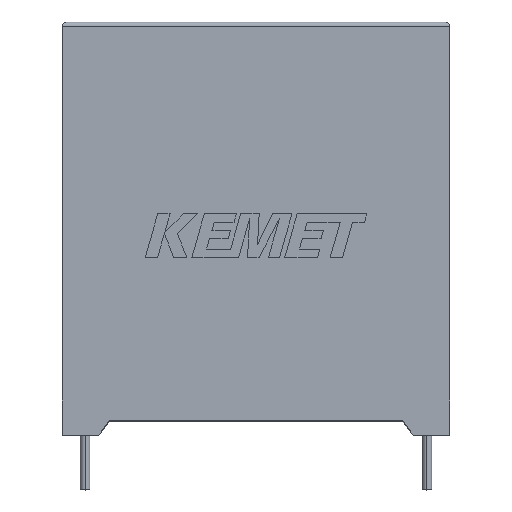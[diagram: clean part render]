
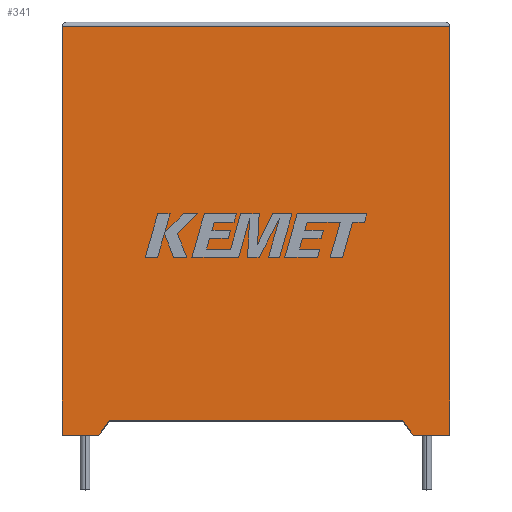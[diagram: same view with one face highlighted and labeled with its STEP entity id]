
A CAD part, top view. The second image highlights one B-rep face of the part: STEP entity #341.
In plain terms, the highlighted planar face has unit normal (0, 0, 1).
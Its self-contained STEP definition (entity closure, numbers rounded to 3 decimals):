
#85 = ORIENTED_EDGE ( 'NONE', *, *, #1051, .T. ) ;
#146 = LINE ( 'NONE', #2781, #2255 ) ;
#188 = CARTESIAN_POINT ( 'NONE',  ( 4., 0., 30.3 ) ) ;
#242 = DIRECTION ( 'NONE',  ( 0., -1., 0. ) ) ;
#280 = ORIENTED_EDGE ( 'NONE', *, *, #2615, .T. ) ;
#321 = ORIENTED_EDGE ( 'NONE', *, *, #1281, .F. ) ;
#341 = ADVANCED_FACE ( 'NONE', ( #1988 ), #1038, .F. ) ;
#385 = CARTESIAN_POINT ( 'NONE',  ( 0., 0., 30.3 ) ) ;
#581 = DIRECTION ( 'NONE',  ( 0.603, -0.798, 0. ) ) ;
#586 = LINE ( 'NONE', #2753, #1369 ) ;
#617 = DIRECTION ( 'NONE',  ( 1., 0., 0. ) ) ;
#691 = VERTEX_POINT ( 'NONE', #878 ) ;
#767 = CARTESIAN_POINT ( 'NONE',  ( 0., 0., 30.3 ) ) ;
#793 = DIRECTION ( 'NONE',  ( -0.603, -0.798, 0. ) ) ;
#878 = CARTESIAN_POINT ( 'NONE',  ( 0., 44.8, 30.3 ) ) ;
#1034 = LINE ( 'NONE', #2682, #1658 ) ;
#1038 = PLANE ( 'NONE',  #2103 ) ;
#1048 = LINE ( 'NONE', #2468, #2557 ) ;
#1051 = EDGE_CURVE ( 'NONE', #1692, #1152, #2312, .T. ) ;
#1086 = EDGE_CURVE ( 'NONE', #2665, #1692, #146, .T. ) ;
#1091 = ORIENTED_EDGE ( 'NONE', *, *, #1086, .T. ) ;
#1120 = DIRECTION ( 'NONE',  ( -1., 0., 0. ) ) ;
#1135 = DIRECTION ( 'NONE',  ( 0., 0., -1. ) ) ;
#1146 = EDGE_CURVE ( 'NONE', #2375, #691, #2593, .T. ) ;
#1150 = LINE ( 'NONE', #2596, #2166 ) ;
#1152 = VERTEX_POINT ( 'NONE', #1413 ) ;
#1186 = LINE ( 'NONE', #2389, #2802 ) ;
#1198 = DIRECTION ( 'NONE',  ( -1., 0., 0. ) ) ;
#1281 = EDGE_CURVE ( 'NONE', #1458, #1400, #1034, .T. ) ;
#1365 = CARTESIAN_POINT ( 'NONE',  ( 0., 0., 30.3 ) ) ;
#1369 = VECTOR ( 'NONE', #617, 1000. ) ;
#1400 = VERTEX_POINT ( 'NONE', #188 ) ;
#1413 = CARTESIAN_POINT ( 'NONE',  ( 42.5, 0., 30.3 ) ) ;
#1447 = CARTESIAN_POINT ( 'NONE',  ( 0., 44.8, 30.3 ) ) ;
#1455 = EDGE_LOOP ( 'NONE', ( #280, #2995, #1905, #1596, #321, #3055, #1091, #85 ) ) ;
#1458 = VERTEX_POINT ( 'NONE', #2123 ) ;
#1596 = ORIENTED_EDGE ( 'NONE', *, *, #1835, .T. ) ;
#1655 = VECTOR ( 'NONE', #2294, 1000. ) ;
#1658 = VECTOR ( 'NONE', #793, 1000. ) ;
#1692 = VERTEX_POINT ( 'NONE', #2495 ) ;
#1759 = EDGE_CURVE ( 'NONE', #691, #2207, #1186, .T. ) ;
#1835 = EDGE_CURVE ( 'NONE', #2207, #1400, #586, .T. ) ;
#1905 = ORIENTED_EDGE ( 'NONE', *, *, #1759, .T. ) ;
#1988 = FACE_OUTER_BOUND ( 'NONE', #1455, .T. ) ;
#1995 = VECTOR ( 'NONE', #1198, 1000. ) ;
#2090 = DIRECTION ( 'NONE',  ( -1., 0., 0. ) ) ;
#2103 = AXIS2_PLACEMENT_3D ( 'NONE', #767, #1135, #2090 ) ;
#2123 = CARTESIAN_POINT ( 'NONE',  ( 5.18, 1.562, 30.3 ) ) ;
#2166 = VECTOR ( 'NONE', #1120, 1000. ) ;
#2207 = VERTEX_POINT ( 'NONE', #1365 ) ;
#2228 = EDGE_CURVE ( 'NONE', #2665, #1458, #1150, .T. ) ;
#2255 = VECTOR ( 'NONE', #581, 1000. ) ;
#2294 = DIRECTION ( 'NONE',  ( 1., 0., 0. ) ) ;
#2312 = LINE ( 'NONE', #385, #1655 ) ;
#2375 = VERTEX_POINT ( 'NONE', #2486 ) ;
#2389 = CARTESIAN_POINT ( 'NONE',  ( 0., 0., 30.3 ) ) ;
#2468 = CARTESIAN_POINT ( 'NONE',  ( 42.5, 0., 30.3 ) ) ;
#2486 = CARTESIAN_POINT ( 'NONE',  ( 42.5, 44.8, 30.3 ) ) ;
#2495 = CARTESIAN_POINT ( 'NONE',  ( 38.5, 0., 30.3 ) ) ;
#2498 = DIRECTION ( 'NONE',  ( 0., 1., 0. ) ) ;
#2557 = VECTOR ( 'NONE', #2498, 1000. ) ;
#2593 = LINE ( 'NONE', #1447, #1995 ) ;
#2596 = CARTESIAN_POINT ( 'NONE',  ( 21.25, 1.562, 30.3 ) ) ;
#2615 = EDGE_CURVE ( 'NONE', #1152, #2375, #1048, .T. ) ;
#2665 = VERTEX_POINT ( 'NONE', #2934 ) ;
#2682 = CARTESIAN_POINT ( 'NONE',  ( 4., 0., 30.3 ) ) ;
#2753 = CARTESIAN_POINT ( 'NONE',  ( 0., 0., 30.3 ) ) ;
#2781 = CARTESIAN_POINT ( 'NONE',  ( 38.5, 0., 30.3 ) ) ;
#2802 = VECTOR ( 'NONE', #242, 1000. ) ;
#2934 = CARTESIAN_POINT ( 'NONE',  ( 37.32, 1.562, 30.3 ) ) ;
#2995 = ORIENTED_EDGE ( 'NONE', *, *, #1146, .T. ) ;
#3055 = ORIENTED_EDGE ( 'NONE', *, *, #2228, .F. ) ;
